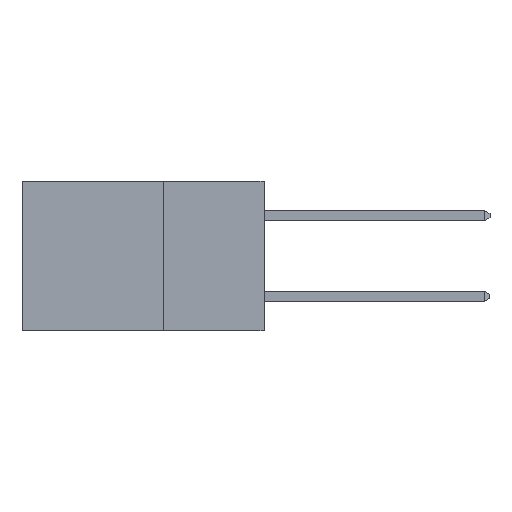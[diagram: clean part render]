
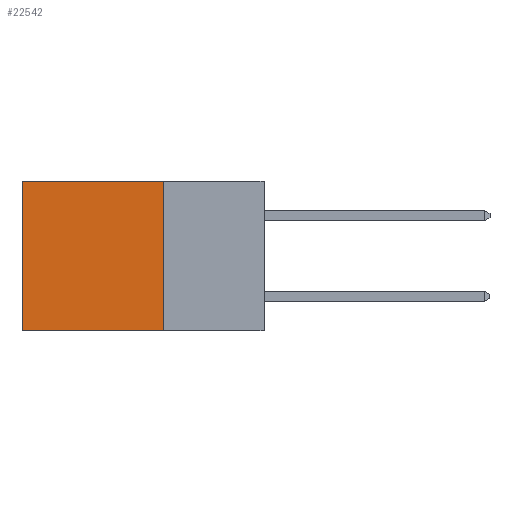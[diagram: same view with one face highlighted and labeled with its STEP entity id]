
A CAD part, left-side view. The second image highlights one B-rep face of the part: STEP entity #22542.
In plain terms, the highlighted planar face has unit normal (-1, 0, 0).
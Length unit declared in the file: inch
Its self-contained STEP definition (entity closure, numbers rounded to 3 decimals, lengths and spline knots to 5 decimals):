
#1495 = DIRECTION ( 'NONE',  ( 0., 0., -1. ) ) ;
#2296 = ORIENTED_EDGE ( 'NONE', *, *, #5139, .T. ) ;
#3218 = CARTESIAN_POINT ( 'NONE',  ( 0.298, 0.25, -0.37 ) ) ;
#4590 = VECTOR ( 'NONE', #7512, 39.37008 ) ;
#5020 = VERTEX_POINT ( 'NONE', #17195 ) ;
#5139 = EDGE_CURVE ( 'NONE', #5020, #29088, #13126, .T. ) ;
#5607 = DIRECTION ( 'NONE',  ( 0., 1., 0. ) ) ;
#5786 = CARTESIAN_POINT ( 'NONE',  ( 0.298, 0.6, 0. ) ) ;
#7512 = DIRECTION ( 'NONE',  ( 0., 1., 0. ) ) ;
#8249 = DIRECTION ( 'NONE',  ( 0., 0., -1. ) ) ;
#10222 = ORIENTED_EDGE ( 'NONE', *, *, #25252, .T. ) ;
#10356 = EDGE_LOOP ( 'NONE', ( #2296, #28648, #17232, #10222 ) ) ;
#12393 = VECTOR ( 'NONE', #17598, 39.37008 ) ;
#13126 = LINE ( 'NONE', #5786, #12393 ) ;
#13573 = VERTEX_POINT ( 'NONE', #28319 ) ;
#14533 = CARTESIAN_POINT ( 'NONE',  ( 0.298, 0.6, -0.37 ) ) ;
#14627 = AXIS2_PLACEMENT_3D ( 'NONE', #29640, #15709, #1495 ) ;
#15709 = DIRECTION ( 'NONE',  ( 1., 0., 0. ) ) ;
#16076 = CARTESIAN_POINT ( 'NONE',  ( 0.298, 0.25, 0. ) ) ;
#16422 = EDGE_CURVE ( 'NONE', #13573, #29088, #27359, .T. ) ;
#17195 = CARTESIAN_POINT ( 'NONE',  ( 0.298, 0.6, 0. ) ) ;
#17232 = ORIENTED_EDGE ( 'NONE', *, *, #28661, .F. ) ;
#17439 = VERTEX_POINT ( 'NONE', #16076 ) ;
#17598 = DIRECTION ( 'NONE',  ( 0., 0., -1. ) ) ;
#21789 = CARTESIAN_POINT ( 'NONE',  ( 0.298, 0.25, 0. ) ) ;
#21903 = VECTOR ( 'NONE', #5607, 39.37008 ) ;
#22542 = ADVANCED_FACE ( 'NONE', ( #28989 ), #29740, .F. ) ;
#23196 = VECTOR ( 'NONE', #8249, 39.37008 ) ;
#25252 = EDGE_CURVE ( 'NONE', #17439, #5020, #29617, .T. ) ;
#27359 = LINE ( 'NONE', #3218, #21903 ) ;
#28319 = CARTESIAN_POINT ( 'NONE',  ( 0.298, 0.25, -0.37 ) ) ;
#28648 = ORIENTED_EDGE ( 'NONE', *, *, #16422, .F. ) ;
#28661 = EDGE_CURVE ( 'NONE', #17439, #13573, #29396, .T. ) ;
#28989 = FACE_OUTER_BOUND ( 'NONE', #10356, .T. ) ;
#29088 = VERTEX_POINT ( 'NONE', #14533 ) ;
#29331 = CARTESIAN_POINT ( 'NONE',  ( 0.298, 0.25, 0. ) ) ;
#29396 = LINE ( 'NONE', #29331, #23196 ) ;
#29617 = LINE ( 'NONE', #21789, #4590 ) ;
#29640 = CARTESIAN_POINT ( 'NONE',  ( 0.298, 0.25, 0. ) ) ;
#29740 = PLANE ( 'NONE',  #14627 ) ;
